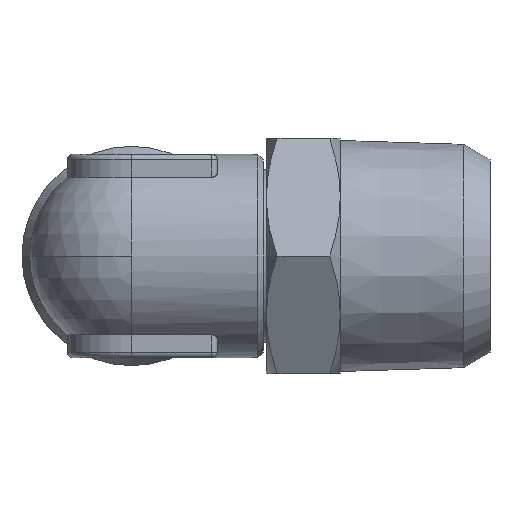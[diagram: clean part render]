
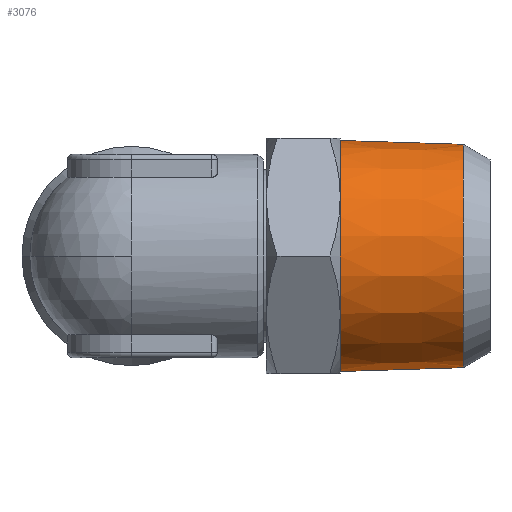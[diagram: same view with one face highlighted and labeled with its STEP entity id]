
A CAD part, left-side view. The second image highlights one B-rep face of the part: STEP entity #3076.
In plain terms, the highlighted conical face has half-angle 1.79 degrees and reference radius 10.435 mm.
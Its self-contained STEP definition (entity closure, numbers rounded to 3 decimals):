
#1088 = EDGE_CURVE ( 'NONE', #5491, #5495, #3346, .T. ) ;
#1126 = EDGE_CURVE ( 'NONE', #5493, #5494, #3361, .T. ) ;
#1179 = AXIS2_PLACEMENT_3D ( 'NONE', #3633, #3634, #3635 ) ;
#1187 = AXIS2_PLACEMENT_3D ( 'NONE', #3835, #3836, #3837 ) ;
#1775 = LINE ( 'NONE', #4825, #1782 ) ;
#1777 = LINE ( 'NONE', #4819, #1779 ) ;
#1779 = VECTOR ( 'NONE', #4815, 1000. ) ;
#1782 = VECTOR ( 'NONE', #4820, 1000. ) ;
#1955 = EDGE_LOOP ( 'NONE', ( #5629, #5630, #5631, #5632 ) ) ;
#2401 = EDGE_CURVE ( 'NONE', #5493, #5491, #1777, .T. ) ;
#2403 = EDGE_CURVE ( 'NONE', #5494, #5495, #1775, .T. ) ;
#3076 = ADVANCED_FACE ( 'NONE', ( #4425 ), #4433, .T. ) ;
#3346 = CIRCLE ( 'NONE', #1179, 10.795 ) ;
#3361 = CIRCLE ( 'NONE', #1187, 10.435 ) ;
#3633 = CARTESIAN_POINT ( 'NONE',  ( 0., 6.3, 0. ) ) ;
#3634 = DIRECTION ( 'NONE',  ( 0., -1., 0. ) ) ;
#3635 = DIRECTION ( 'NONE',  ( 0., 0., -1. ) ) ;
#3835 = CARTESIAN_POINT ( 'NONE',  ( 0., -5.215, 0. ) ) ;
#3836 = DIRECTION ( 'NONE',  ( 0., -1., 0. ) ) ;
#3837 = DIRECTION ( 'NONE',  ( 0., 0., -1. ) ) ;
#3999 = CARTESIAN_POINT ( 'NONE',  ( 0., -5.215, 0. ) ) ;
#4000 = DIRECTION ( 'NONE',  ( 0., 1., 0. ) ) ;
#4008 = DIRECTION ( 'NONE',  ( 0., 0., 1. ) ) ;
#4365 = CARTESIAN_POINT ( 'NONE',  ( 0., 6.3, 10.795 ) ) ;
#4367 = CARTESIAN_POINT ( 'NONE',  ( 0., -5.215, 10.435 ) ) ;
#4368 = CARTESIAN_POINT ( 'NONE',  ( 0., -5.215, -10.435 ) ) ;
#4369 = CARTESIAN_POINT ( 'NONE',  ( 0., 6.3, -10.795 ) ) ;
#4425 = FACE_OUTER_BOUND ( 'NONE', #1955, .T. ) ;
#4433 = CONICAL_SURFACE ( 'NONE', #5841, 10.435, 0.031 ) ;
#4815 = DIRECTION ( 'NONE',  ( 0., 1., 0.031 ) ) ;
#4819 = CARTESIAN_POINT ( 'NONE',  ( 0., -5.215, 10.435 ) ) ;
#4820 = DIRECTION ( 'NONE',  ( 0., 1., -0.031 ) ) ;
#4825 = CARTESIAN_POINT ( 'NONE',  ( 0., -5.215, -10.435 ) ) ;
#5491 = VERTEX_POINT ( 'NONE', #4365 ) ;
#5493 = VERTEX_POINT ( 'NONE', #4367 ) ;
#5494 = VERTEX_POINT ( 'NONE', #4368 ) ;
#5495 = VERTEX_POINT ( 'NONE', #4369 ) ;
#5629 = ORIENTED_EDGE ( 'NONE', *, *, #2403, .F. ) ;
#5630 = ORIENTED_EDGE ( 'NONE', *, *, #1126, .F. ) ;
#5631 = ORIENTED_EDGE ( 'NONE', *, *, #2401, .T. ) ;
#5632 = ORIENTED_EDGE ( 'NONE', *, *, #1088, .T. ) ;
#5841 = AXIS2_PLACEMENT_3D ( 'NONE', #3999, #4000, #4008 ) ;
